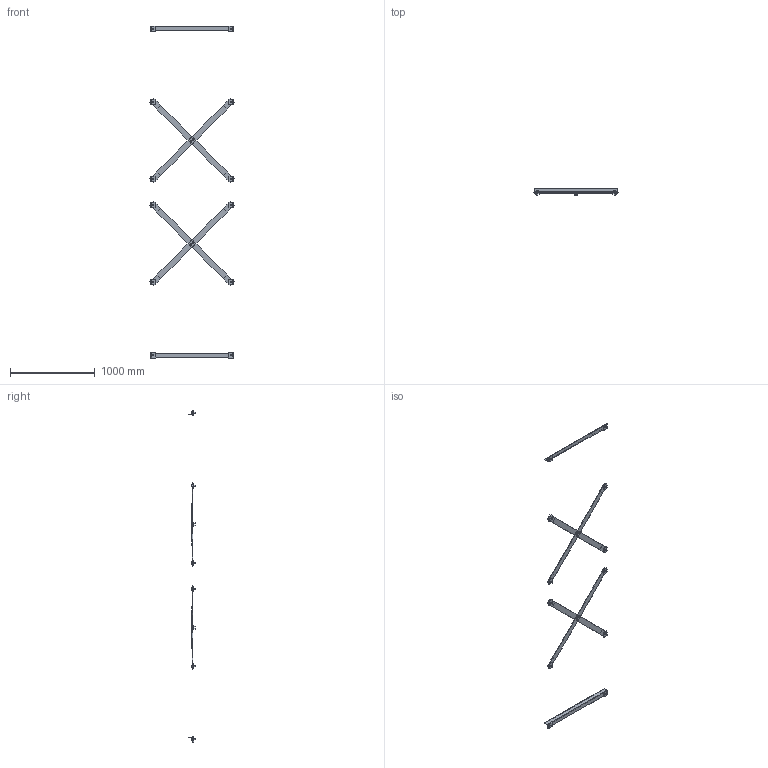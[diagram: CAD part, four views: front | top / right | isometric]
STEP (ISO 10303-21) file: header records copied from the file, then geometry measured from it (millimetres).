
FILE_DESCRIPTION(/* description */ ('ETA-8/5 "X" BRACE ASSY FOR BRIDGE SPAN 36", AND RUNWAY SPANS FROM 14'' TO 26'' '),/* implementation_level */ '2;1');
FILE_NAME(/* name */ '26000.stp',/* time_stamp */ '2021-08-25T11:15:52-04:00',/* author */ ('KAPHW'),/* organization */ (''),/* preprocessor_version */ 'ST-DEVELOPER v17.2',/* originating_system */ 'Autodesk Inventor 2019',/* authorisation */ '');
FILE_SCHEMA (('AUTOMOTIVE_DESIGN { 1 0 10303 214 3 1 1 }'));
Length unit declared in the file: inch
Products named in the file (15): 26000; ETA-8-XY-PARAMETERS; 25497; TOP CROSS BRACE; BOTTOM CROSS BRACE; 51735; 52441; 53040; 25507; ETA STRAIGHT BRACE ANGLE; ETA8-5-25080-ASM; 25080; 52510; 53060; 51790
Assembly tree (24 placements, depth 4):
  26000
    ETA-8-XY-PARAMETERS
    25497  x2
      TOP CROSS BRACE
      BOTTOM CROSS BRACE
      51735
      52441
      53040
      ETA8-5-25080-ASM
        25080
        52510
        53060
        51790
    25507  x2
      ETA STRAIGHT BRACE ANGLE
      ETA8-5-25080-ASM
        25080
        52510
        53060
        51790
Bounding box: 995.22 x 84.54 x 3924.3 mm (x, y, z)
Volume: 3984400.9 mm3; surface area: 1336540.5 mm2
Topology: 66 solids, 66 shells, 746 faces, 1734 edges, 1136 vertices
Faces by surface type: plane 408, cylinder 174, cone 148, torus 16
Full cylindrical faces by diameter (mm): 8.376 x4, 10 x4, 10.109 x12, 10.312 x4, 10.319 x8, 12 x12, 13.487 x12, 13.494 x12, 13.6 x4, 20.625 x4, 26.975 x12
Entity records: 4784 total; most frequent: CARTESIAN_POINT 827, DIRECTION 787, ORIENTED_EDGE 682, EDGE_CURVE 341, AXIS2_PLACEMENT_3D 312, VERTEX_POINT 226, EDGE_LOOP 167, LINE 163
